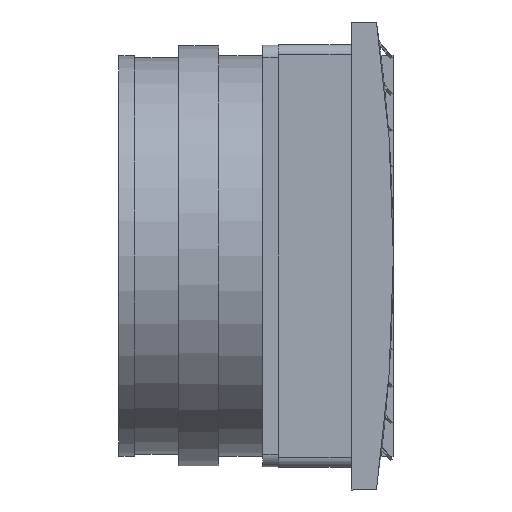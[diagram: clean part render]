
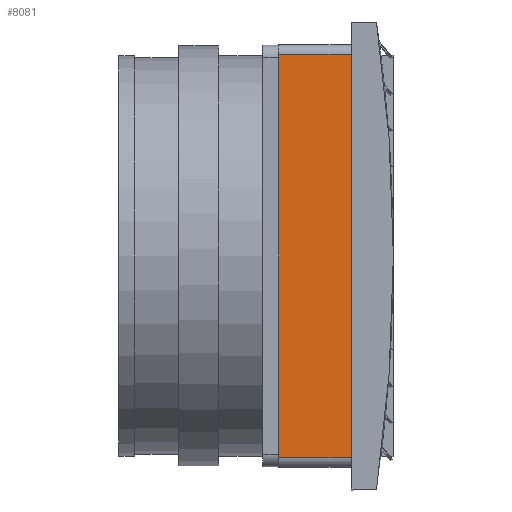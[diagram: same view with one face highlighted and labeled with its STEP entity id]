
A CAD part, left-side view. The second image highlights one B-rep face of the part: STEP entity #8081.
In plain terms, the highlighted planar face has unit normal (-1, 0, 0).
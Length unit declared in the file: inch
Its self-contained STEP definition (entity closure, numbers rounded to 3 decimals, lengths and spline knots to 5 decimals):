
#204 = LINE ( 'NONE', #8184, #5582 ) ;
#1287 = DIRECTION ( 'NONE',  ( 0., 0., -1. ) ) ;
#1501 = DIRECTION ( 'NONE',  ( 0., -1., 0. ) ) ;
#1561 = CARTESIAN_POINT ( 'NONE',  ( -5.72835, 0., 5.45276 ) ) ;
#1721 = LINE ( 'NONE', #26244, #28595 ) ;
#2043 = LINE ( 'NONE', #1561, #21072 ) ;
#3409 = VERTEX_POINT ( 'NONE', #25884 ) ;
#3863 = DIRECTION ( 'NONE',  ( 0., 1., 0. ) ) ;
#4004 = EDGE_CURVE ( 'NONE', #5311, #28601, #204, .T. ) ;
#4015 = VERTEX_POINT ( 'NONE', #29007 ) ;
#4726 = FACE_OUTER_BOUND ( 'NONE', #28381, .T. ) ;
#5102 = VECTOR ( 'NONE', #9870, 39.37008 ) ;
#5311 = VERTEX_POINT ( 'NONE', #8253 ) ;
#5582 = VECTOR ( 'NONE', #1287, 39.37008 ) ;
#7161 = CARTESIAN_POINT ( 'NONE',  ( -5.72835, 0., -5.45276 ) ) ;
#7259 = LINE ( 'NONE', #7161, #5102 ) ;
#8081 = ADVANCED_FACE ( 'NONE', ( #4726 ), #17743, .T. ) ;
#8184 = CARTESIAN_POINT ( 'NONE',  ( -5.72835, 1.9685, 0. ) ) ;
#8253 = CARTESIAN_POINT ( 'NONE',  ( -5.72835, 1.9685, 5.45276 ) ) ;
#9870 = DIRECTION ( 'NONE',  ( 0., -1., 0. ) ) ;
#10104 = ORIENTED_EDGE ( 'NONE', *, *, #11644, .T. ) ;
#10292 = ORIENTED_EDGE ( 'NONE', *, *, #25686, .T. ) ;
#11024 = EDGE_CURVE ( 'NONE', #4015, #3409, #1721, .T. ) ;
#11644 = EDGE_CURVE ( 'NONE', #3409, #5311, #2043, .T. ) ;
#13349 = ORIENTED_EDGE ( 'NONE', *, *, #4004, .T. ) ;
#14301 = AXIS2_PLACEMENT_3D ( 'NONE', #29329, #20158, #1501 ) ;
#14444 = DIRECTION ( 'NONE',  ( 0., 0., 1. ) ) ;
#17743 = PLANE ( 'NONE',  #14301 ) ;
#19284 = ORIENTED_EDGE ( 'NONE', *, *, #11024, .T. ) ;
#20158 = DIRECTION ( 'NONE',  ( -1., 0., 0. ) ) ;
#21072 = VECTOR ( 'NONE', #3863, 39.37008 ) ;
#22911 = CARTESIAN_POINT ( 'NONE',  ( -5.72835, 1.9685, -5.45276 ) ) ;
#25686 = EDGE_CURVE ( 'NONE', #28601, #4015, #7259, .T. ) ;
#25884 = CARTESIAN_POINT ( 'NONE',  ( -5.72835, 0., 5.45276 ) ) ;
#26244 = CARTESIAN_POINT ( 'NONE',  ( -5.72835, 0., 0. ) ) ;
#28381 = EDGE_LOOP ( 'NONE', ( #19284, #10104, #13349, #10292 ) ) ;
#28595 = VECTOR ( 'NONE', #14444, 39.37008 ) ;
#28601 = VERTEX_POINT ( 'NONE', #22911 ) ;
#29007 = CARTESIAN_POINT ( 'NONE',  ( -5.72835, 0., -5.45276 ) ) ;
#29329 = CARTESIAN_POINT ( 'NONE',  ( -5.72835, 0., 0. ) ) ;
